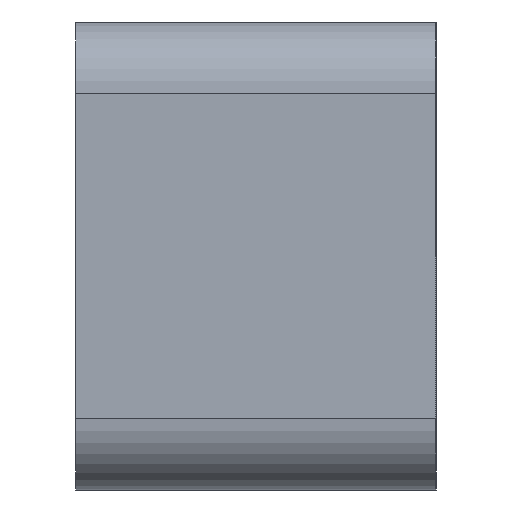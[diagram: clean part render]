
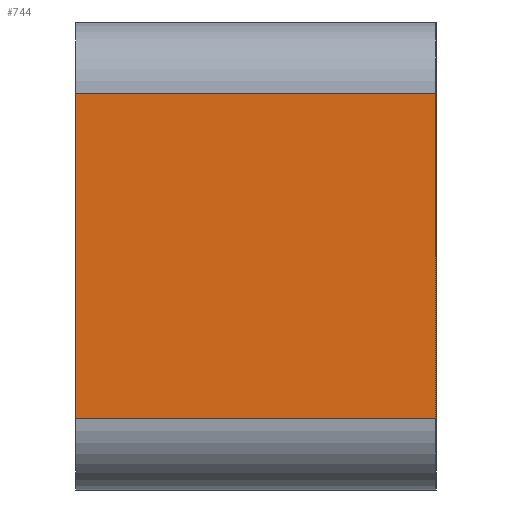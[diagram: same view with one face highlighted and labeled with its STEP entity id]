
A CAD part, left-side view. The second image highlights one B-rep face of the part: STEP entity #744.
In plain terms, the highlighted planar face has unit normal (-1, 0, 0).
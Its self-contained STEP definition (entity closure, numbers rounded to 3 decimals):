
#27 = CARTESIAN_POINT ( 'NONE',  ( -5., 10., -10. ) ) ;
#47 = DIRECTION ( 'NONE',  ( 0., 1., 0. ) ) ;
#48 = AXIS2_PLACEMENT_3D ( 'NONE', #1272, #1655, #854 ) ;
#56 = CARTESIAN_POINT ( 'NONE',  ( -5., 0., 0. ) ) ;
#137 = ORIENTED_EDGE ( 'NONE', *, *, #720, .F. ) ;
#166 = ORIENTED_EDGE ( 'NONE', *, *, #1138, .T. ) ;
#298 = VECTOR ( 'NONE', #47, 1000. ) ;
#320 = LINE ( 'NONE', #868, #979 ) ;
#323 = LINE ( 'NONE', #56, #1255 ) ;
#368 = DIRECTION ( 'NONE',  ( 0., 0., 1. ) ) ;
#414 = VECTOR ( 'NONE', #1251, 1000. ) ;
#438 = FACE_OUTER_BOUND ( 'NONE', #1651, .T. ) ;
#449 = LINE ( 'NONE', #1125, #414 ) ;
#720 = EDGE_CURVE ( 'NONE', #1578, #969, #449, .T. ) ;
#744 = ADVANCED_FACE ( 'NONE', ( #438 ), #1535, .F. ) ;
#801 = EDGE_CURVE ( 'NONE', #1378, #969, #1265, .T. ) ;
#814 = EDGE_CURVE ( 'NONE', #1578, #1408, #320, .T. ) ;
#854 = DIRECTION ( 'NONE',  ( 0., 0., -1. ) ) ;
#868 = CARTESIAN_POINT ( 'NONE',  ( -5., 0., -10. ) ) ;
#969 = VERTEX_POINT ( 'NONE', #1042 ) ;
#979 = VECTOR ( 'NONE', #1390, 1000. ) ;
#1042 = CARTESIAN_POINT ( 'NONE',  ( -5., 10., -1. ) ) ;
#1125 = CARTESIAN_POINT ( 'NONE',  ( -5., 10., 0. ) ) ;
#1138 = EDGE_CURVE ( 'NONE', #1408, #1378, #323, .T. ) ;
#1186 = ORIENTED_EDGE ( 'NONE', *, *, #801, .T. ) ;
#1251 = DIRECTION ( 'NONE',  ( 0., 0., 1. ) ) ;
#1255 = VECTOR ( 'NONE', #368, 1000. ) ;
#1265 = LINE ( 'NONE', #1506, #298 ) ;
#1272 = CARTESIAN_POINT ( 'NONE',  ( -5., 10., 0. ) ) ;
#1299 = ORIENTED_EDGE ( 'NONE', *, *, #814, .T. ) ;
#1338 = CARTESIAN_POINT ( 'NONE',  ( -5., 0., -10. ) ) ;
#1378 = VERTEX_POINT ( 'NONE', #1621 ) ;
#1390 = DIRECTION ( 'NONE',  ( 0., -1., 0. ) ) ;
#1408 = VERTEX_POINT ( 'NONE', #1338 ) ;
#1506 = CARTESIAN_POINT ( 'NONE',  ( -5., 10., -1. ) ) ;
#1535 = PLANE ( 'NONE',  #48 ) ;
#1578 = VERTEX_POINT ( 'NONE', #27 ) ;
#1621 = CARTESIAN_POINT ( 'NONE',  ( -5., 0., -1. ) ) ;
#1651 = EDGE_LOOP ( 'NONE', ( #166, #1186, #137, #1299 ) ) ;
#1655 = DIRECTION ( 'NONE',  ( 1., 0., 0. ) ) ;
